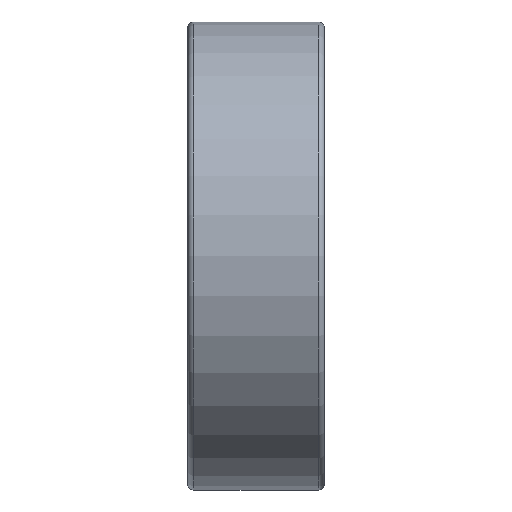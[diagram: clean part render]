
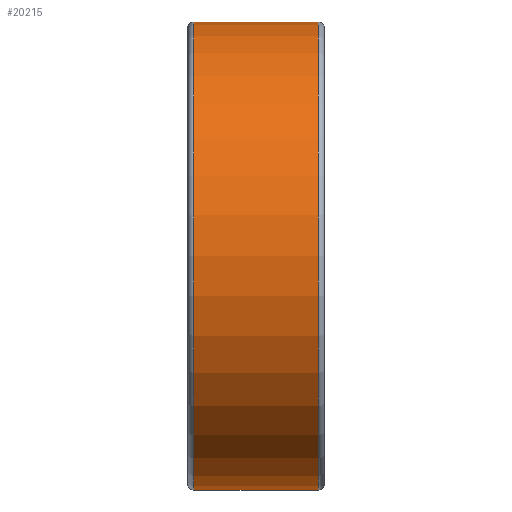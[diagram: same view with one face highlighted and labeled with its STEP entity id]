
A CAD part, top view. The second image highlights one B-rep face of the part: STEP entity #20215.
In plain terms, the highlighted cylindrical face has radius 12 mm (diameter 24 mm), a partial arc.
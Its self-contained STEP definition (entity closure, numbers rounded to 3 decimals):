
#9998=DIRECTION('',(-1.,0.,0.));
#9999=VECTOR('',#9998,6.4);
#10000=CARTESIAN_POINT('',(3.2,12.,0.));
#10001=LINE('',#10000,#9999);
#10005=DIRECTION('',(-1.,0.,0.));
#10006=VECTOR('',#10005,6.4);
#10007=CARTESIAN_POINT('',(3.2,-12.,0.));
#10008=LINE('',#10007,#10006);
#10020=CARTESIAN_POINT('',(3.2,0.,0.));
#10021=DIRECTION('',(1.,0.,0.));
#10022=DIRECTION('',(0.,1.,0.));
#10023=AXIS2_PLACEMENT_3D('',#10020,#10021,#10022);
#10028=CARTESIAN_POINT('',(-3.2,0.,0.));
#10029=DIRECTION('',(1.,0.,0.));
#10030=DIRECTION('',(0.,1.,0.));
#10031=AXIS2_PLACEMENT_3D('',#10028,#10029,#10030);
#17139=CARTESIAN_POINT('',(3.2,12.,0.));
#17140=CARTESIAN_POINT('',(-3.2,12.,0.));
#17141=VERTEX_POINT('',#17139);
#17142=VERTEX_POINT('',#17140);
#17151=CARTESIAN_POINT('',(3.2,-12.,0.));
#17152=CARTESIAN_POINT('',(-3.2,-12.,0.));
#17153=VERTEX_POINT('',#17151);
#17154=VERTEX_POINT('',#17152);
#20203=CARTESIAN_POINT('',(-3.85,0.,0.));
#20204=DIRECTION('',(1.,0.,0.));
#20205=DIRECTION('',(0.,-1.,0.));
#20206=AXIS2_PLACEMENT_3D('',#20203,#20204,#20205);
#20207=CYLINDRICAL_SURFACE('',#20206,12.);
#20208=ORIENTED_EDGE('',*,*,#20193,.F.);
#20209=ORIENTED_EDGE('',*,*,#20170,.T.);
#20210=ORIENTED_EDGE('',*,*,#20197,.T.);
#20212=ORIENTED_EDGE('',*,*,#20211,.F.);
#20213=EDGE_LOOP('',(#20208,#20209,#20210,#20212));
#20214=FACE_OUTER_BOUND('',#20213,.F.);
#10024=CIRCLE('',#10023,12.);
#10032=CIRCLE('',#10031,12.);
#20170=EDGE_CURVE('',#17141,#17153,#10024,.T.);
#20193=EDGE_CURVE('',#17141,#17142,#10001,.T.);
#20197=EDGE_CURVE('',#17153,#17154,#10008,.T.);
#20211=EDGE_CURVE('',#17142,#17154,#10032,.T.);
#20215=ADVANCED_FACE('',(#20214),#20207,.T.);
